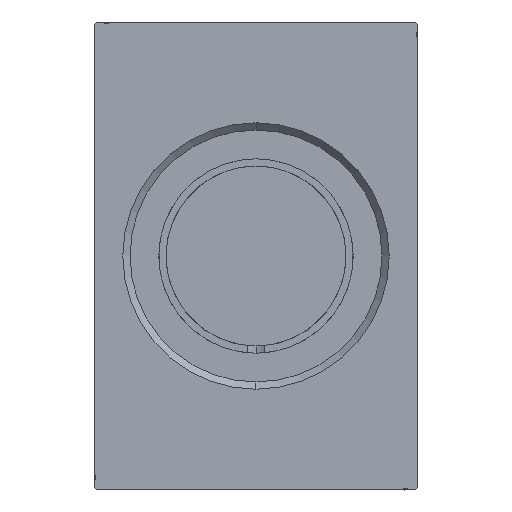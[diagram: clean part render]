
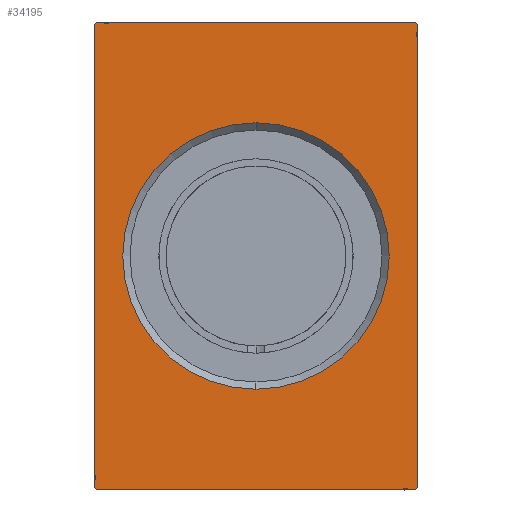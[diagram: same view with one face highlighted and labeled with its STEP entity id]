
A CAD part, left-side view. The second image highlights one B-rep face of the part: STEP entity #34195.
In plain terms, the highlighted planar face has unit normal (-1, 0, 0).
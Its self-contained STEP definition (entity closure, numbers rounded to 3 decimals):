
#50 = EDGE_CURVE ( 'NONE', #39139, #39629, #40237, .T. ) ;
#482 = ORIENTED_EDGE ( 'NONE', *, *, #19493, .T. ) ;
#601 = FACE_BOUND ( 'NONE', #5624, .T. ) ;
#741 = VECTOR ( 'NONE', #41091, 1000. ) ;
#1013 = CARTESIAN_POINT ( 'NONE',  ( 0., 0., 0. ) ) ;
#1905 = CARTESIAN_POINT ( 'NONE',  ( 0., 22.2, 32.5 ) ) ;
#1991 = DIRECTION ( 'NONE',  ( 0., 0., -1. ) ) ;
#2121 = CARTESIAN_POINT ( 'NONE',  ( 0., 22.2, 32.5 ) ) ;
#2463 = VERTEX_POINT ( 'NONE', #37015 ) ;
#2682 = CARTESIAN_POINT ( 'NONE',  ( 0., 22.2, -32.5 ) ) ;
#2744 = CARTESIAN_POINT ( 'NONE',  ( 0., -22.5, -32.2 ) ) ;
#3312 = ORIENTED_EDGE ( 'NONE', *, *, #24338, .T. ) ;
#4276 = ORIENTED_EDGE ( 'NONE', *, *, #41308, .F. ) ;
#4729 = CIRCLE ( 'NONE', #17529, 18.5 ) ;
#5624 = EDGE_LOOP ( 'NONE', ( #28294, #6557 ) ) ;
#5900 = CARTESIAN_POINT ( 'NONE',  ( 0., 22.5, -32.2 ) ) ;
#5955 = CARTESIAN_POINT ( 'NONE',  ( 0., -22.5, -32.5 ) ) ;
#6557 = ORIENTED_EDGE ( 'NONE', *, *, #50, .T. ) ;
#7770 = AXIS2_PLACEMENT_3D ( 'NONE', #1013, #35807, #13884 ) ;
#8284 = CARTESIAN_POINT ( 'NONE',  ( 0., -22.5, 32.2 ) ) ;
#8793 = VERTEX_POINT ( 'NONE', #17013 ) ;
#9029 = DIRECTION ( 'NONE',  ( 0., -0.707, 0.707 ) ) ;
#9652 = VECTOR ( 'NONE', #26504, 1000. ) ;
#10172 = ORIENTED_EDGE ( 'NONE', *, *, #40813, .F. ) ;
#13161 = VERTEX_POINT ( 'NONE', #2744 ) ;
#13826 = VECTOR ( 'NONE', #27894, 1000. ) ;
#13884 = DIRECTION ( 'NONE',  ( 0., 0., -1. ) ) ;
#14343 = DIRECTION ( 'NONE',  ( 0., 0., 1. ) ) ;
#14490 = ORIENTED_EDGE ( 'NONE', *, *, #24814, .T. ) ;
#14583 = DIRECTION ( 'NONE',  ( 0., 0.707, -0.707 ) ) ;
#16212 = EDGE_LOOP ( 'NONE', ( #40376, #3312, #4276, #482, #39365, #14490, #10172, #35853 ) ) ;
#16250 = VERTEX_POINT ( 'NONE', #2682 ) ;
#16685 = DIRECTION ( 'NONE',  ( 0., 0., -1. ) ) ;
#17013 = CARTESIAN_POINT ( 'NONE',  ( 0., 22.5, 32.2 ) ) ;
#17182 = CARTESIAN_POINT ( 'NONE',  ( 0., -22.2, 32.5 ) ) ;
#17336 = EDGE_CURVE ( 'NONE', #33082, #16250, #21571, .T. ) ;
#17529 = AXIS2_PLACEMENT_3D ( 'NONE', #36300, #39027, #16685 ) ;
#17797 = CARTESIAN_POINT ( 'NONE',  ( 0., 0., 0. ) ) ;
#18339 = EDGE_CURVE ( 'NONE', #39629, #39139, #4729, .T. ) ;
#19058 = VECTOR ( 'NONE', #1991, 1000. ) ;
#19493 = EDGE_CURVE ( 'NONE', #31148, #16250, #25090, .T. ) ;
#21096 = VECTOR ( 'NONE', #14343, 1000. ) ;
#21114 = VECTOR ( 'NONE', #41551, 1000. ) ;
#21571 = LINE ( 'NONE', #5955, #21114 ) ;
#22930 = LINE ( 'NONE', #32410, #9652 ) ;
#24214 = CARTESIAN_POINT ( 'NONE',  ( 0., 0., 18.5 ) ) ;
#24254 = LINE ( 'NONE', #2121, #24557 ) ;
#24331 = DIRECTION ( 'NONE',  ( 0., 0., -1. ) ) ;
#24338 = EDGE_CURVE ( 'NONE', #25426, #8793, #24254, .T. ) ;
#24529 = CARTESIAN_POINT ( 'NONE',  ( 0., 0., -18.5 ) ) ;
#24557 = VECTOR ( 'NONE', #14583, 1000. ) ;
#24814 = EDGE_CURVE ( 'NONE', #33082, #13161, #25459, .T. ) ;
#25090 = LINE ( 'NONE', #5900, #741 ) ;
#25426 = VERTEX_POINT ( 'NONE', #1905 ) ;
#25459 = LINE ( 'NONE', #41049, #38691 ) ;
#25897 = EDGE_CURVE ( 'NONE', #2463, #33527, #36960, .T. ) ;
#26120 = FACE_OUTER_BOUND ( 'NONE', #16212, .T. ) ;
#26504 = DIRECTION ( 'NONE',  ( 0., -1., 0. ) ) ;
#26568 = LINE ( 'NONE', #36889, #21096 ) ;
#27496 = CARTESIAN_POINT ( 'NONE',  ( 0., -22.5, 32.5 ) ) ;
#27668 = EDGE_CURVE ( 'NONE', #25426, #33527, #22930, .T. ) ;
#27894 = DIRECTION ( 'NONE',  ( 0., 0.707, 0.707 ) ) ;
#28178 = CARTESIAN_POINT ( 'NONE',  ( 0., 22.5, -32.2 ) ) ;
#28294 = ORIENTED_EDGE ( 'NONE', *, *, #18339, .T. ) ;
#29495 = AXIS2_PLACEMENT_3D ( 'NONE', #17797, #39712, #24331 ) ;
#30107 = PLANE ( 'NONE',  #7770 ) ;
#31148 = VERTEX_POINT ( 'NONE', #28178 ) ;
#32410 = CARTESIAN_POINT ( 'NONE',  ( 0., 22.5, 32.5 ) ) ;
#33082 = VERTEX_POINT ( 'NONE', #36113 ) ;
#33527 = VERTEX_POINT ( 'NONE', #17182 ) ;
#34195 = ADVANCED_FACE ( 'NONE', ( #601, #26120 ), #30107, .F. ) ;
#35807 = DIRECTION ( 'NONE',  ( 1., 0., 0. ) ) ;
#35853 = ORIENTED_EDGE ( 'NONE', *, *, #25897, .T. ) ;
#36113 = CARTESIAN_POINT ( 'NONE',  ( 0., -22.2, -32.5 ) ) ;
#36300 = CARTESIAN_POINT ( 'NONE',  ( 0., 0., 0. ) ) ;
#36889 = CARTESIAN_POINT ( 'NONE',  ( 0., 22.5, -32.5 ) ) ;
#36960 = LINE ( 'NONE', #8284, #13826 ) ;
#37015 = CARTESIAN_POINT ( 'NONE',  ( 0., -22.5, 32.2 ) ) ;
#38691 = VECTOR ( 'NONE', #9029, 1000. ) ;
#39027 = DIRECTION ( 'NONE',  ( 1., 0., 0. ) ) ;
#39139 = VERTEX_POINT ( 'NONE', #24529 ) ;
#39365 = ORIENTED_EDGE ( 'NONE', *, *, #17336, .F. ) ;
#39629 = VERTEX_POINT ( 'NONE', #24214 ) ;
#39712 = DIRECTION ( 'NONE',  ( 1., 0., 0. ) ) ;
#39913 = LINE ( 'NONE', #27496, #19058 ) ;
#40237 = CIRCLE ( 'NONE', #29495, 18.5 ) ;
#40376 = ORIENTED_EDGE ( 'NONE', *, *, #27668, .F. ) ;
#40813 = EDGE_CURVE ( 'NONE', #2463, #13161, #39913, .T. ) ;
#41049 = CARTESIAN_POINT ( 'NONE',  ( 0., -22.2, -32.5 ) ) ;
#41091 = DIRECTION ( 'NONE',  ( 0., -0.707, -0.707 ) ) ;
#41308 = EDGE_CURVE ( 'NONE', #31148, #8793, #26568, .T. ) ;
#41551 = DIRECTION ( 'NONE',  ( 0., 1., 0. ) ) ;
